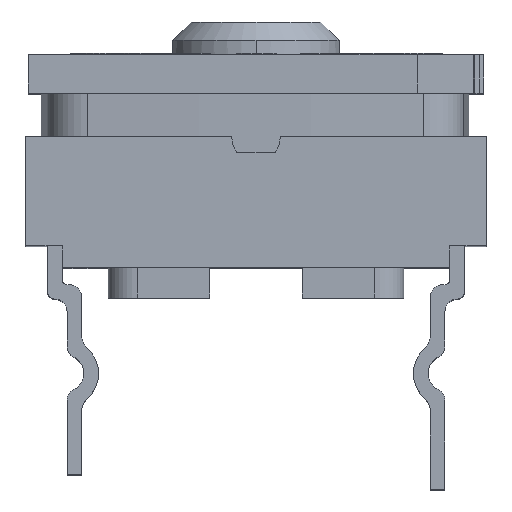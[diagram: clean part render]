
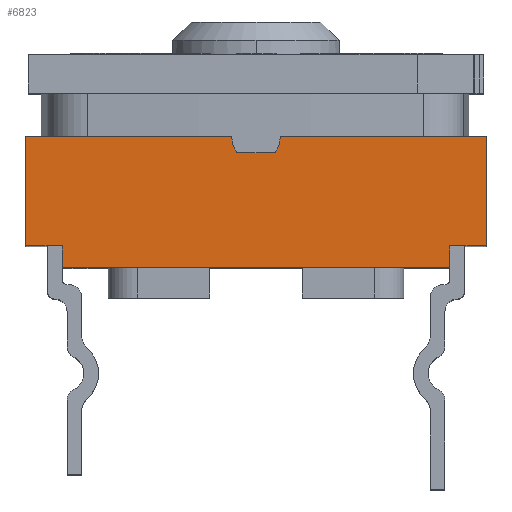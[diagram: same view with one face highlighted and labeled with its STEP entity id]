
A CAD part, top view. The second image highlights one B-rep face of the part: STEP entity #6823.
In plain terms, the highlighted face is planar.
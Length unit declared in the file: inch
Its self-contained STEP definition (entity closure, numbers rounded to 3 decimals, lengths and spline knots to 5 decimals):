
#10=DIRECTION('',(1.,0.,0.));
#11=VECTOR('',#10,0.03);
#12=CARTESIAN_POINT('',(-0.19,-0.189,0.));
#13=LINE('',#12,#11);
#18=DIRECTION('',(1.,0.,0.));
#19=VECTOR('',#18,0.03);
#20=CARTESIAN_POINT('',(0.16,-0.189,0.));
#21=LINE('',#20,#19);
#38=DIRECTION('',(0.,0.,-1.));
#39=VECTOR('',#38,0.018);
#40=CARTESIAN_POINT('',(-0.16,-0.189,0.));
#41=LINE('',#40,#39);
#334=DIRECTION('',(-1.,0.,0.));
#335=VECTOR('',#334,0.32);
#336=CARTESIAN_POINT('',(0.16,-0.189,-0.018));
#337=LINE('',#336,#335);
#2134=DIRECTION('',(1.,0.,0.));
#2135=VECTOR('',#2134,0.0315);
#2136=CARTESIAN_POINT('',(-0.01575,-0.189,0.077));
#2137=LINE('',#2136,#2135);
#2138=CARTESIAN_POINT('',(-0.002,-0.189,0.09));
#2139=DIRECTION('',(0.,-1.,0.));
#2140=DIRECTION('',(0.807,0.,-0.591));
#2141=AXIS2_PLACEMENT_3D('',#2138,#2139,#2140);
#2143=DIRECTION('',(1.,0.,0.));
#2144=VECTOR('',#2143,0.17);
#2145=CARTESIAN_POINT('',(0.02,-0.189,0.09));
#2146=LINE('',#2145,#2144);
#2147=DIRECTION('',(0.,0.,-1.));
#2148=VECTOR('',#2147,0.018);
#2149=CARTESIAN_POINT('',(0.16,-0.189,0.));
#2150=LINE('',#2149,#2148);
#2151=DIRECTION('',(0.,0.,1.));
#2152=VECTOR('',#2151,0.09);
#2153=CARTESIAN_POINT('',(-0.19,-0.189,0.));
#2154=LINE('',#2153,#2152);
#2155=DIRECTION('',(1.,0.,0.));
#2156=VECTOR('',#2155,0.17);
#2157=CARTESIAN_POINT('',(-0.19,-0.189,0.09));
#2158=LINE('',#2157,#2156);
#2159=CARTESIAN_POINT('',(0.002,-0.189,0.09));
#2160=DIRECTION('',(0.,-1.,0.));
#2161=DIRECTION('',(-1.,0.,0.));
#2162=AXIS2_PLACEMENT_3D('',#2159,#2160,#2161);
#2899=DIRECTION('',(0.,0.,1.));
#2900=VECTOR('',#2899,0.09);
#2901=CARTESIAN_POINT('',(0.19,-0.189,0.));
#2902=LINE('',#2901,#2900);
#3620=CARTESIAN_POINT('',(0.19,-0.189,0.));
#3622=VERTEX_POINT('',#3620);
#3628=CARTESIAN_POINT('',(-0.19,-0.189,0.));
#3629=CARTESIAN_POINT('',(-0.19,-0.189,0.09));
#3630=VERTEX_POINT('',#3628);
#3631=VERTEX_POINT('',#3629);
#3632=CARTESIAN_POINT('',(0.19,-0.189,0.09));
#3633=VERTEX_POINT('',#3632);
#3778=CARTESIAN_POINT('',(0.16,-0.189,-0.018));
#3779=CARTESIAN_POINT('',(-0.16,-0.189,-0.018));
#3780=VERTEX_POINT('',#3778);
#3781=VERTEX_POINT('',#3779);
#3787=CARTESIAN_POINT('',(-0.16,-0.189,0.));
#3789=VERTEX_POINT('',#3787);
#3791=CARTESIAN_POINT('',(0.16,-0.189,0.));
#3793=VERTEX_POINT('',#3791);
#3924=CARTESIAN_POINT('',(-0.01575,-0.189,0.077));
#3925=CARTESIAN_POINT('',(0.01575,-0.189,0.077));
#3926=VERTEX_POINT('',#3924);
#3927=VERTEX_POINT('',#3925);
#3936=CARTESIAN_POINT('',(-0.02,-0.189,0.09));
#3937=VERTEX_POINT('',#3936);
#3938=CARTESIAN_POINT('',(0.02,-0.189,0.09));
#3939=VERTEX_POINT('',#3938);
#6797=CARTESIAN_POINT('',(-0.19,-0.189,0.));
#6798=DIRECTION('',(0.,-1.,0.));
#6799=DIRECTION('',(1.,0.,0.));
#6800=AXIS2_PLACEMENT_3D('',#6797,#6798,#6799);
#6801=PLANE('',#6800);
#6803=ORIENTED_EDGE('',*,*,#6802,.T.);
#6805=ORIENTED_EDGE('',*,*,#6804,.T.);
#6807=ORIENTED_EDGE('',*,*,#6806,.T.);
#6809=ORIENTED_EDGE('',*,*,#6808,.F.);
#6810=ORIENTED_EDGE('',*,*,#4827,.F.);
#6811=ORIENTED_EDGE('',*,*,#6710,.T.);
#6812=ORIENTED_EDGE('',*,*,#4964,.T.);
#6813=ORIENTED_EDGE('',*,*,#4862,.F.);
#6814=ORIENTED_EDGE('',*,*,#4815,.F.);
#6816=ORIENTED_EDGE('',*,*,#6815,.T.);
#6818=ORIENTED_EDGE('',*,*,#6817,.T.);
#6820=ORIENTED_EDGE('',*,*,#6819,.T.);
#6821=EDGE_LOOP('',(#6803,#6805,#6807,#6809,#6810,#6811,#6812,#6813,#6814,#6816,
#6818,#6820));
#6822=FACE_OUTER_BOUND('',#6821,.F.);
#6823=ADVANCED_FACE('',(#6822),#6801,.T.);
#2142=CIRCLE('',#2141,0.022);
#2163=CIRCLE('',#2162,0.022);
#4815=EDGE_CURVE('',#3630,#3789,#13,.T.);
#4827=EDGE_CURVE('',#3793,#3622,#21,.T.);
#4862=EDGE_CURVE('',#3789,#3781,#41,.T.);
#4964=EDGE_CURVE('',#3780,#3781,#337,.T.);
#6710=EDGE_CURVE('',#3793,#3780,#2150,.T.);
#6802=EDGE_CURVE('',#3926,#3927,#2137,.T.);
#6804=EDGE_CURVE('',#3927,#3939,#2142,.T.);
#6806=EDGE_CURVE('',#3939,#3633,#2146,.T.);
#6808=EDGE_CURVE('',#3622,#3633,#2902,.T.);
#6815=EDGE_CURVE('',#3630,#3631,#2154,.T.);
#6817=EDGE_CURVE('',#3631,#3937,#2158,.T.);
#6819=EDGE_CURVE('',#3937,#3926,#2163,.T.);
